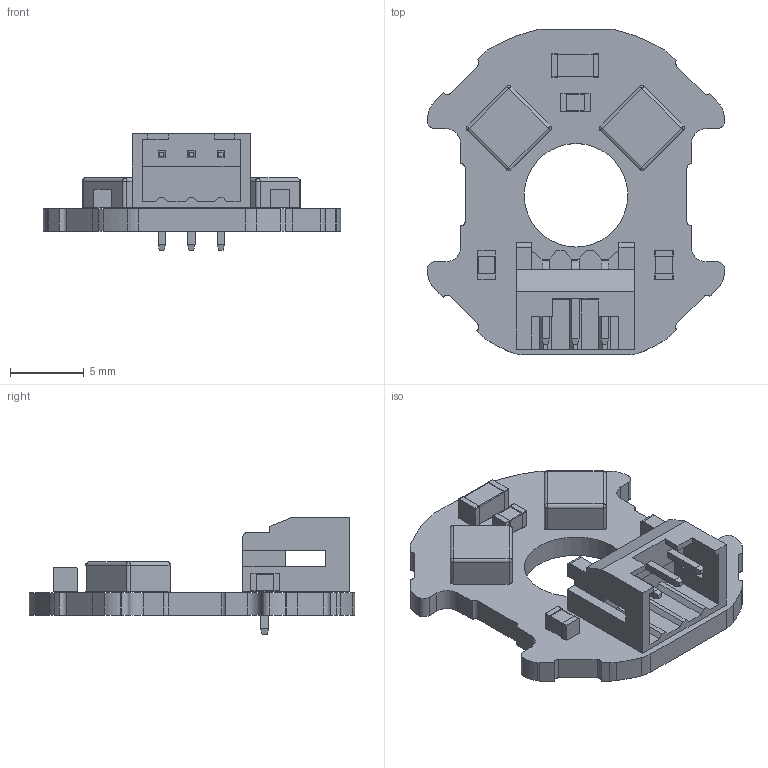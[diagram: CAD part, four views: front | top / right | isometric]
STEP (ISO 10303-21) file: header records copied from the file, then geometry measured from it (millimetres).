
FILE_DESCRIPTION(('KiCad electronic assembly'),'2;1');
FILE_NAME('motor_shield_airpump.step','2025-07-29T15:12:32',('Pcbnew'),( 'Kicad'),'Open CASCADE STEP processor 7.6','KiCad to STEP converter' ,'Unknown');
FILE_SCHEMA(('AUTOMOTIVE_DESIGN { 1 0 10303 214 1 1 1 1 }'));
Length unit declared in the file: millimetre
Products named in the file (6): motor_shield_airpump 1; C_1206_3216Metric; Hirose_DF3A-03P-2DS_1x03_P2.00mm_Horizontal; C_0805_2012Metric; L_Pulse_PA4332; kibot_6eccqd3z_PCB
Assembly tree (8 placements, depth 2):
  motor_shield_airpump 1
    C_1206_3216Metric
    Hirose_DF3A-03P-2DS_1x03_P2.00mm_Horizontal
    C_0805_2012Metric  x3
    L_Pulse_PA4332  x2
    kibot_6eccqd3z_PCB
Bounding box: 20.1 x 22.01 x 7.9 mm (x, y, z)
Volume: 652 mm3; surface area: 1352.1 mm2
Topology: 8 solids, 8 shells, 391 faces, 1075 edges, 688 vertices
Faces by surface type: plane 268, cylinder 115, sphere 8
Full cylindrical faces by diameter (mm): 0.8 x3, 7 x1
Entity records: 10156 total; most frequent: CARTESIAN_POINT 1767, ORIENTED_EDGE 1758, DIRECTION 1693, EDGE_CURVE 879, LINE 713, VECTOR 713, VERTEX_POINT 564, AXIS2_PLACEMENT_3D 490
